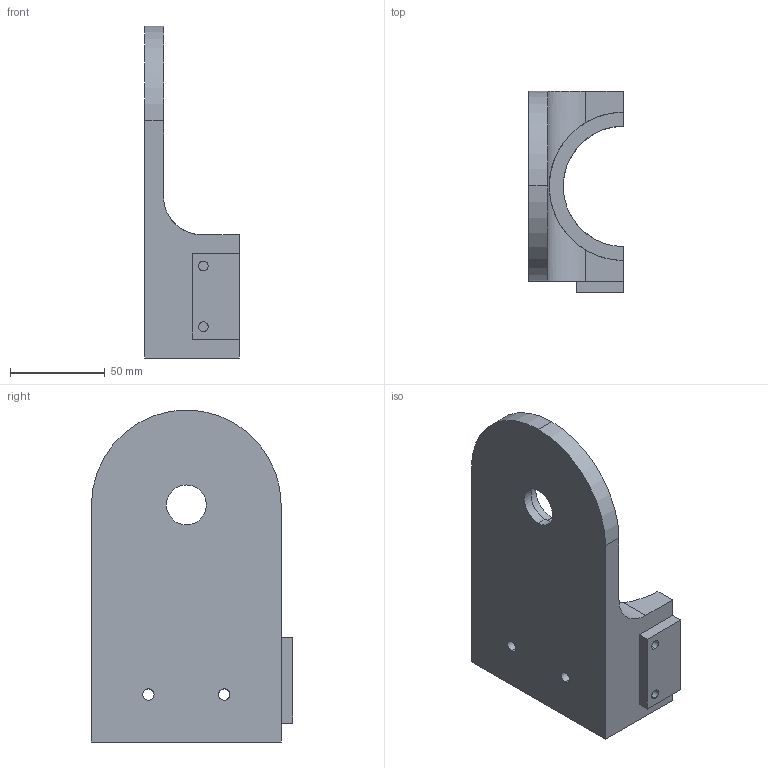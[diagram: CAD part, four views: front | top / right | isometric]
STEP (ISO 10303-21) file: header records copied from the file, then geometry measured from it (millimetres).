
FILE_DESCRIPTION (( 'STEP AP214' ), '1' );
FILE_NAME ('RV-0012_Wrist-Upright_Left_to_print.STEP', '2025-04-04T22:22:09', ( '' ), ( '' ), 'SwSTEP 2.0', 'SolidWorks 2023', '' );
FILE_SCHEMA (( 'AUTOMOTIVE_DESIGN' ));
Length unit declared in the file: millimetre
Products named in the file (1): RV-0012_Wrist-Upright_Left_to_print
Bounding box: 50 x 106 x 175 mm (x, y, z)
Volume: 316436.1 mm3; surface area: 66286.6 mm2
Topology: 3 solids, 3 shells, 42 faces, 105 edges, 70 vertices
Faces by surface type: cylinder 22, plane 20
Entity records: 1726 total; most frequent: CARTESIAN_POINT 639, DIRECTION 211, ORIENTED_EDGE 210, EDGE_CURVE 105, AXIS2_PLACEMENT_3D 76, VERTEX_POINT 70, VECTOR 59, LINE 59
